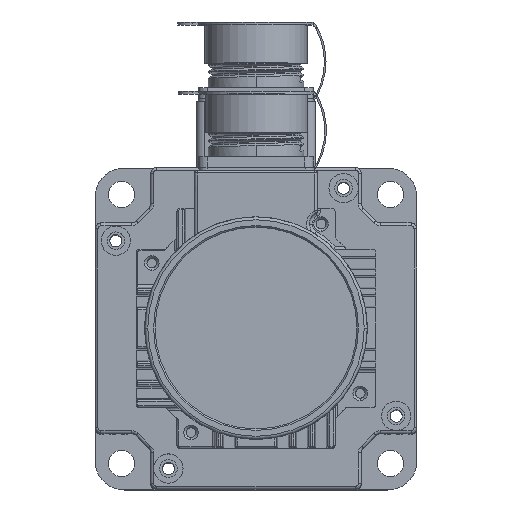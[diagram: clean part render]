
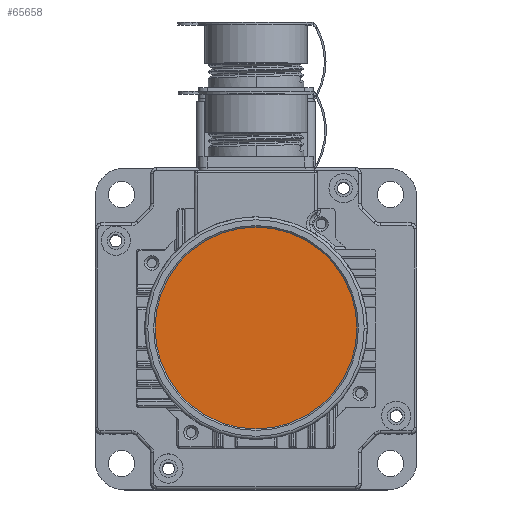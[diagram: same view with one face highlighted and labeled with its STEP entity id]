
A CAD part, top view. The second image highlights one B-rep face of the part: STEP entity #65658.
In plain terms, the highlighted planar face has unit normal (0, 0, 1).
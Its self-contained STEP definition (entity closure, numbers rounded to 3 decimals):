
#7153 = CARTESIAN_POINT ( 'NONE',  ( 0., 0., 50.5 ) ) ;
#7233 = DIRECTION ( 'NONE',  ( 0., 0., 1. ) ) ;
#9044 = EDGE_CURVE ( 'NONE', #13244, #53560, #20084, .T. ) ;
#13244 = VERTEX_POINT ( 'NONE', #36618 ) ;
#13438 = CARTESIAN_POINT ( 'NONE',  ( 0., 0., 50.5 ) ) ;
#15926 = AXIS2_PLACEMENT_3D ( 'NONE', #7153, #44666, #23960 ) ;
#16903 = PLANE ( 'NONE',  #15926 ) ;
#19834 = ORIENTED_EDGE ( 'NONE', *, *, #42229, .T. ) ;
#20084 = CIRCLE ( 'NONE', #51140, 34.5 ) ;
#21859 = ORIENTED_EDGE ( 'NONE', *, *, #9044, .T. ) ;
#22095 = AXIS2_PLACEMENT_3D ( 'NONE', #39975, #7233, #52278 ) ;
#23960 = DIRECTION ( 'NONE',  ( 1., 0., 0. ) ) ;
#24305 = DIRECTION ( 'NONE',  ( 0., 0., 1. ) ) ;
#29808 = DIRECTION ( 'NONE',  ( -1., 0., 0. ) ) ;
#35510 = CIRCLE ( 'NONE', #22095, 34.5 ) ;
#36554 = EDGE_LOOP ( 'NONE', ( #21859, #19834 ) ) ;
#36618 = CARTESIAN_POINT ( 'NONE',  ( -34.5, 0., 50.5 ) ) ;
#39975 = CARTESIAN_POINT ( 'NONE',  ( 0., 0., 50.5 ) ) ;
#42229 = EDGE_CURVE ( 'NONE', #53560, #13244, #35510, .T. ) ;
#44666 = DIRECTION ( 'NONE',  ( 0., 0., 1. ) ) ;
#51140 = AXIS2_PLACEMENT_3D ( 'NONE', #13438, #24305, #29808 ) ;
#52278 = DIRECTION ( 'NONE',  ( 1., 0., 0. ) ) ;
#53560 = VERTEX_POINT ( 'NONE', #61353 ) ;
#58873 = FACE_OUTER_BOUND ( 'NONE', #36554, .T. ) ;
#61353 = CARTESIAN_POINT ( 'NONE',  ( 34.5, 0., 50.5 ) ) ;
#65658 = ADVANCED_FACE ( 'NONE', ( #58873 ), #16903, .T. ) ;
